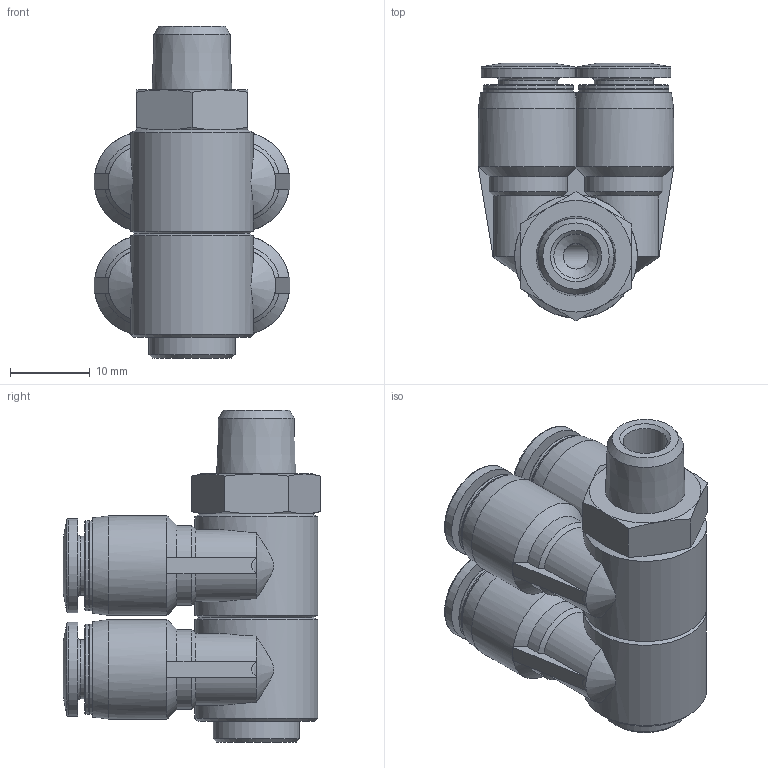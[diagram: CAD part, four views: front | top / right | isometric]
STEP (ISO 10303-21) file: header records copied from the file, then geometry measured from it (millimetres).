
FILE_DESCRIPTION(/* description */ ('STEP AP214'),/* implementation_level */ '2;1');
FILE_NAME(/* name */ '153232_QSLV4-1_8-6',/* time_stamp */ '2024-09-14T11:21:12+02:00',/* author */ ('License CC BY-ND 4.0'),/* organization */ ('CADENAS'),/* preprocessor_version */ 'ST-DEVELOPER v19.3',/* originating_system */ 'PARTsolutions',/* authorisation */ ' ');
FILE_SCHEMA (('AUTOMOTIVE_DESIGN {1 0 10303 214 3 1 1}'));
Length unit declared in the file: millimetre
Products named in the file (1): 153232 QSLV4-1/8-6
Bounding box: 24.5 x 32.28 x 41.6 mm (x, y, z)
Volume: 11799.1 mm3; surface area: 7747 mm2
Topology: 1 solids, 1 shells, 199 faces, 460 edges, 271 vertices
Faces by surface type: plane 65, cone 61, cylinder 57, torus 12, sphere 4
Full cylindrical faces by diameter (mm): 3.2 x9, 5.559 x1, 6 x4, 7.4 x4, 10.78 x1, 11.3 x8, 11.8 x4, 15.4 x2
Entity records: 6717 total; most frequent: CARTESIAN_POINT 1230, DIRECTION 865, ORIENTED_EDGE 742, AXIS2_PLACEMENT_3D 387, EDGE_CURVE 371, EDGE_LOOP 291, FACE_BOUND 291, VERTEX_POINT 258
